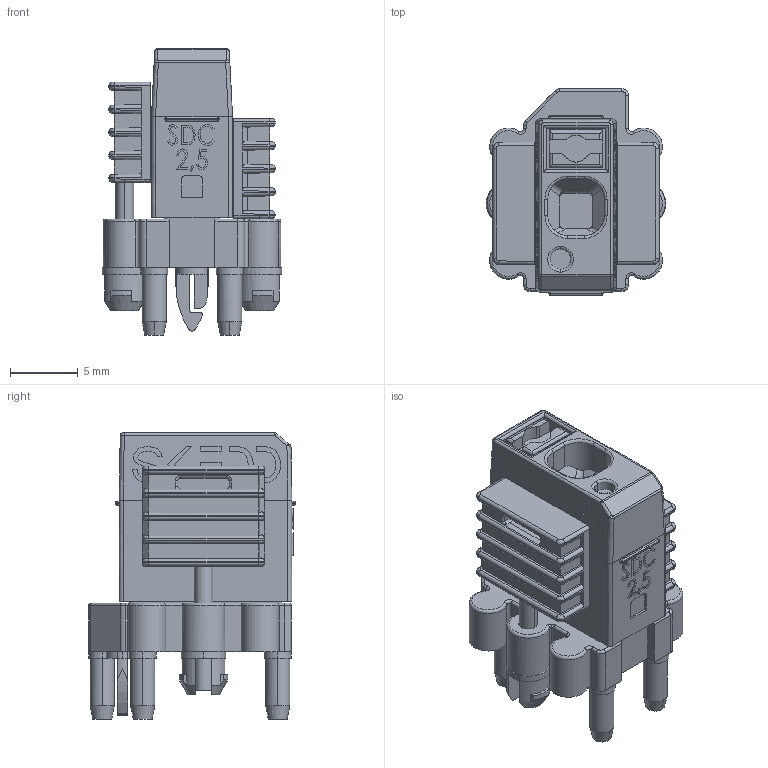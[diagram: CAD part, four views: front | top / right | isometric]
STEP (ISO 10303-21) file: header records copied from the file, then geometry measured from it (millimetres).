
FILE_DESCRIPTION(('Creo Elements/Direct Modeling STEP Export'),'2;1');
FILE_NAME('model.stp','2018-07-31T 7:26:41',(''),(''),'Creo Elements/Direct Modeling STEP processor for AP214 (Solid Model)','Creo Elements/Direct Modeling 18.1I 14-Aug-2016 (C) Parametric Technology GmbH','');
FILE_SCHEMA(('AUTOMOTIVE_DESIGN { 1 0 10303 214 1 1 1 1 }'));
Length unit declared in the file: millimetre
Products named in the file (8): Position_Bohrloch.1; SDC_2.5_Schieber.2; Ver._Bohrloch.1; SDC-2.5-Seitenteil_rechts; SDC-2.5-Seitenteil_links; SDC_2_5_5_GEH.2.2.1; PCB_Bohrloch; SDC_2.5-1-PV-5.0.1
Assembly tree (12 placements, depth 3):
  SDC_2.5-1-PV-5.0.1
    PCB_Bohrloch
    SDC_2_5_5_GEH.2.2.1
    SDC-2.5-Seitenteil_links
      Position_Bohrloch.1  x2
      SDC_2.5_Schieber.2
      Ver._Bohrloch.1
    SDC-2.5-Seitenteil_rechts
      Ver._Bohrloch.1
      SDC_2.5_Schieber.2
      Position_Bohrloch.1  x2
Bounding box: 13.3 x 15.3 x 21.2 mm (x, y, z)
Volume: 1825.8 mm3; surface area: 2348.9 mm2
Topology: 10 solids, 10 shells, 1191 faces, 3148 edges, 2025 vertices
Faces by surface type: plane 773, cylinder 254, bspline 64, torus 43, cone 24, extrusion 23, sphere 10
Entity records: 45790 total; most frequent: CARTESIAN_POINT 12076, ORIENTED_EDGE 5570, DIRECTION 4733, EDGE_CURVE 2785, VECTOR 2111, LINE 2088, VERTEX_POINT 1807, AXIS2_PLACEMENT_3D 1311
